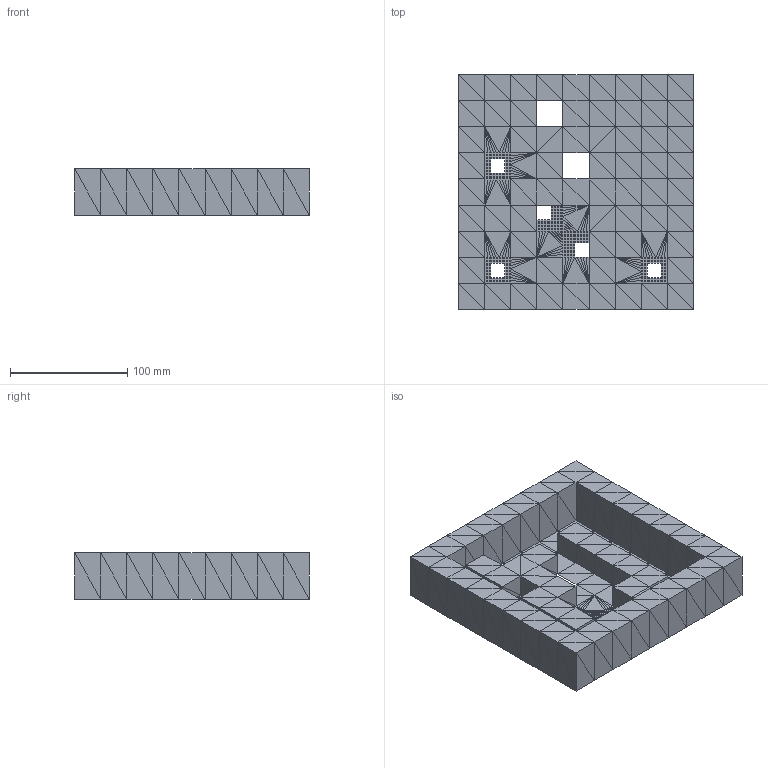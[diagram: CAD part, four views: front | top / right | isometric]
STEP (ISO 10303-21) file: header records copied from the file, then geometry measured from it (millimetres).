
FILE_DESCRIPTION(('FreeCAD Model'),'2;1');
FILE_NAME('Open CASCADE Shape Model','2023-09-03T00:48:48',('Author'),( ''),'Open CASCADE STEP processor 7.5','FreeCAD','Unknown');
FILE_SCHEMA(('AUTOMOTIVE_DESIGN { 1 0 10303 214 1 1 1 1 }'));
Length unit declared in the file: millimetre
Products named in the file (3): labyrinthe_02; Mesh002; Mesh001001
Assembly tree (2 placements, depth 2):
  labyrinthe_02
    Mesh002
    Mesh001001
Bounding box: 200 x 200 x 40 mm (x, y, z)
Surface area: 111138.9 mm2 (no closed solid volume)
Topology: 0 solids, 12 shells, 1068 faces, 1705 edges, 632 vertices
Faces by surface type: plane 1068
Entity records: 44966 total; most frequent: CARTESIAN_POINT 8760, DIRECTION 6113, LINE 3971, VECTOR 3971, ORIENTED_EDGE 3574, PCURVE 3574, DEFINITIONAL_REPRESENTATION 3574, EDGE_CURVE 1905
